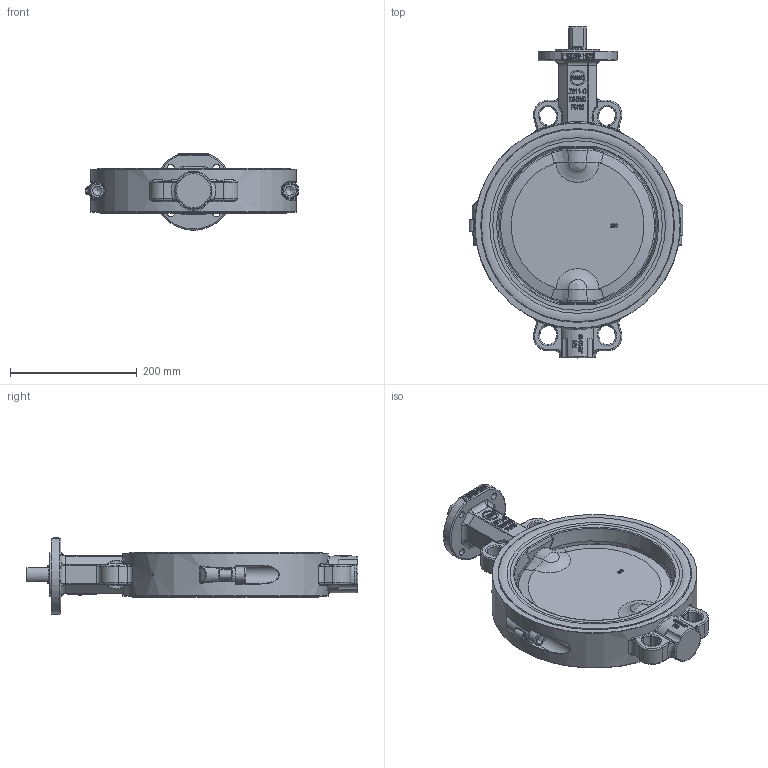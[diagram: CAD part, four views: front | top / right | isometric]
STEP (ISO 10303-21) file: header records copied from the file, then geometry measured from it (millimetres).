
FILE_DESCRIPTION(/* description */ (''),/* implementation_level */ '2;1');
FILE_NAME(/* name */ 'Z611-C_DN250.stp',/* time_stamp */ '2019-01-30T09:12:44+01:00',/* author */ ('hellwig'),/* organization */ (''),/* preprocessor_version */ 'ST-DEVELOPER v16.5',/* originating_system */ 'Autodesk Inventor 2017',/* authorisation */ '');
FILE_SCHEMA (('CONFIG_CONTROL_DESIGN'));
Length unit declared in the file: millimetre
Products named in the file (1): M753
Bounding box: 337.47 x 524 x 120.26 mm (x, y, z)
Volume: 3906109.5 mm3; surface area: 547217.8 mm2
Topology: 1 solids, 28 shells, 2455 faces, 6352 edges, 4095 vertices
Faces by surface type: plane 1107, bspline 883, cylinder 263, torus 146, cone 44, sphere 12
Full cylindrical faces by diameter (mm): 2.5 x1, 3 x4, 3.2 x2, 4.134 x1, 11 x4, 13.835 x2, 16 x2, 16.5 x2, 24 x2, 28 x1, 30 x4, 30.1 x4, 30.25 x4, 31 x1, 34.6 x4, 34.95 x4, 35 x10, 44 x2, 44.1 x2, 58 x1, 69.9 x1, 264.3 x3, 296 x2, 296.3 x2, 305.3 x2, 306 x2, 324 x1
Entity records: 88347 total; most frequent: CARTESIAN_POINT 32240, ORIENTED_EDGE 12276, DIRECTION 8470, EDGE_CURVE 6130, VERTEX_POINT 4040, LINE 3376, VECTOR 3376, EDGE_LOOP 2840
